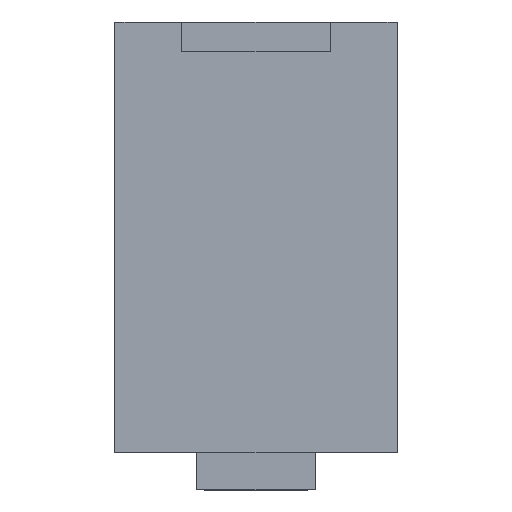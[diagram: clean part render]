
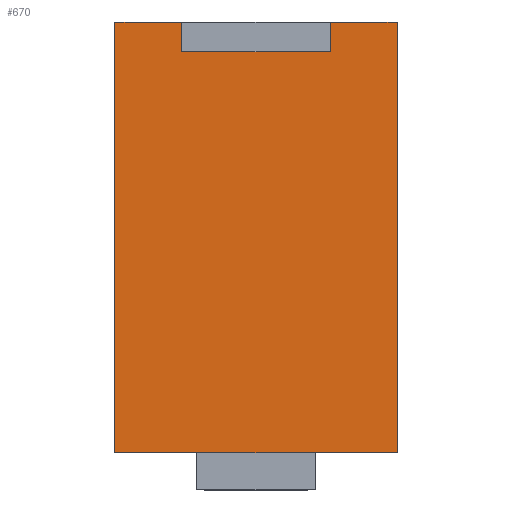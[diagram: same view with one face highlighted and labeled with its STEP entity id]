
A CAD part, top view. The second image highlights one B-rep face of the part: STEP entity #670.
In plain terms, the highlighted planar face has unit normal (0, 0, 1).
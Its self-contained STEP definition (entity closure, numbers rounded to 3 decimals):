
#73=FACE_OUTER_BOUND('',#109,.T.);
#109=EDGE_LOOP('',(#598,#599,#600,#601,#602,#603,#604,#605));
#120=LINE('',#954,#196);
#124=LINE('',#963,#200);
#126=LINE('',#966,#202);
#127=LINE('',#969,#203);
#131=LINE('',#976,#207);
#181=LINE('',#1114,#257);
#183=LINE('',#1118,#259);
#185=LINE('',#1121,#261);
#196=VECTOR('',#765,10.);
#200=VECTOR('',#773,10.);
#202=VECTOR('',#777,10.);
#203=VECTOR('',#780,10.);
#207=VECTOR('',#784,10.);
#257=VECTOR('',#920,10.);
#259=VECTOR('',#924,10.);
#261=VECTOR('',#928,10.);
#269=VERTEX_POINT('',#949);
#270=VERTEX_POINT('',#952);
#272=VERTEX_POINT('',#960);
#273=VERTEX_POINT('',#962);
#274=VERTEX_POINT('',#968);
#277=VERTEX_POINT('',#974);
#322=VERTEX_POINT('',#1113);
#323=VERTEX_POINT('',#1117);
#334=EDGE_CURVE('',#269,#270,#120,.T.);
#338=EDGE_CURVE('',#273,#272,#124,.T.);
#340=EDGE_CURVE('',#270,#273,#126,.T.);
#341=EDGE_CURVE('',#274,#269,#127,.T.);
#345=EDGE_CURVE('',#272,#277,#131,.T.);
#413=EDGE_CURVE('',#322,#274,#181,.T.);
#415=EDGE_CURVE('',#323,#322,#183,.T.);
#417=EDGE_CURVE('',#277,#323,#185,.T.);
#598=ORIENTED_EDGE('',*,*,#338,.T.);
#599=ORIENTED_EDGE('',*,*,#345,.T.);
#600=ORIENTED_EDGE('',*,*,#417,.T.);
#601=ORIENTED_EDGE('',*,*,#415,.T.);
#602=ORIENTED_EDGE('',*,*,#413,.T.);
#603=ORIENTED_EDGE('',*,*,#341,.T.);
#604=ORIENTED_EDGE('',*,*,#334,.T.);
#605=ORIENTED_EDGE('',*,*,#340,.T.);
#635=PLANE('',#746);
#670=ADVANCED_FACE('',(#73),#635,.T.);
#746=AXIS2_PLACEMENT_3D('',#1122,#929,#930);
#765=DIRECTION('',(0.,-1.,0.));
#773=DIRECTION('',(0.,1.,0.));
#777=DIRECTION('',(-1.,0.,0.));
#780=DIRECTION('',(-1.,0.,0.));
#784=DIRECTION('',(-1.,0.,0.));
#920=DIRECTION('',(0.,1.,0.));
#924=DIRECTION('',(1.,0.,0.));
#928=DIRECTION('',(0.,-1.,0.));
#929=DIRECTION('center_axis',(0.,0.,1.));
#930=DIRECTION('ref_axis',(1.,0.,0.));
#949=CARTESIAN_POINT('',(5.,14.5,2.));
#952=CARTESIAN_POINT('',(5.,12.5,2.));
#954=CARTESIAN_POINT('',(5.,7.25,2.));
#960=CARTESIAN_POINT('',(-5.,14.5,2.));
#962=CARTESIAN_POINT('',(-5.,12.5,2.));
#963=CARTESIAN_POINT('',(-5.,7.25,2.));
#966=CARTESIAN_POINT('',(0.,12.5,2.));
#968=CARTESIAN_POINT('',(9.5,14.5,2.));
#969=CARTESIAN_POINT('',(9.5,14.5,2.));
#974=CARTESIAN_POINT('',(-9.5,14.5,2.));
#976=CARTESIAN_POINT('',(9.5,14.5,2.));
#1113=CARTESIAN_POINT('',(9.5,-14.5,2.));
#1114=CARTESIAN_POINT('',(9.5,-14.5,2.));
#1117=CARTESIAN_POINT('',(-9.5,-14.5,2.));
#1118=CARTESIAN_POINT('',(-9.5,-14.5,2.));
#1121=CARTESIAN_POINT('',(-9.5,14.5,2.));
#1122=CARTESIAN_POINT('Origin',(0.,0.,2.));
